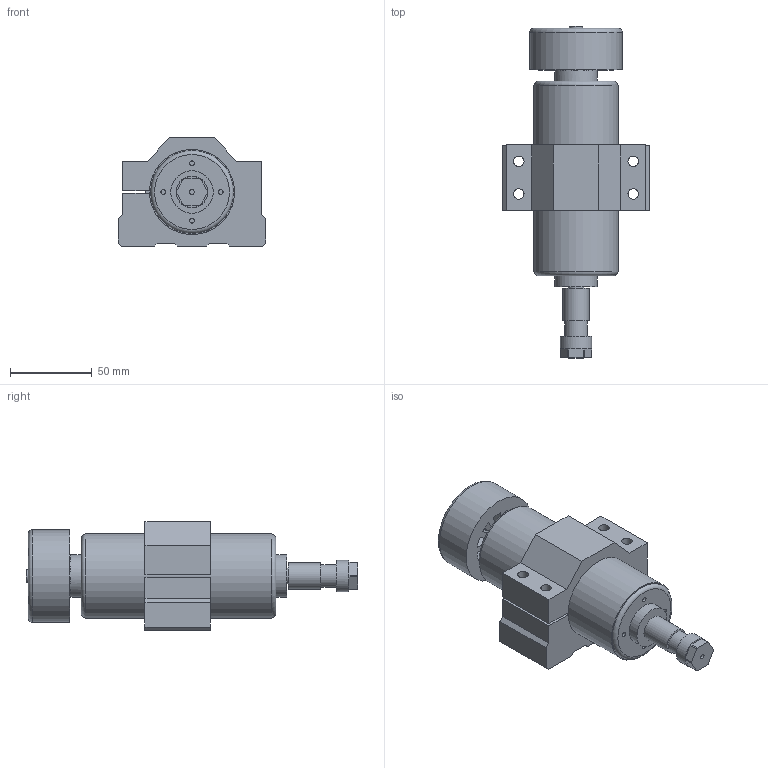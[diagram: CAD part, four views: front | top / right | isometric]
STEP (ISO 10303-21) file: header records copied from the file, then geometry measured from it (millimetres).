
FILE_DESCRIPTION(/* description */ (''),/* implementation_level */ '2;1');
FILE_NAME(/* name */ 'spindile v2-dup.step',/* time_stamp */ '2024-05-04T11:59:13+10:00',/* author */ (''),/* organization */ (''),/* preprocessor_version */ 'ST-DEVELOPER v20',/* originating_system */ 'Autodesk Translation Framework v12.20.1.177',/* authorisation */ '');
FILE_SCHEMA (('AUTOMOTIVE_DESIGN { 1 0 10303 214 3 1 1 }'));
Length unit declared in the file: millimetre
Products named in the file (3): spindile; Mount; Spindle
Assembly tree (2 placements, depth 2):
  spindile
    Mount
    Spindle
Bounding box: 90 x 203.08 x 66.5 mm (x, y, z)
Volume: 426621.8 mm3; surface area: 72047.3 mm2
Topology: 2 solids, 2 shells, 165 faces, 468 edges, 301 vertices
Faces by surface type: plane 105, cylinder 57, torus 3
Full cylindrical faces by diameter (mm): 3 x5, 6.4 x6, 8 x1, 9.5 x1, 13.8 x1, 16 x1, 19.2 x1, 26 x2, 37.7 x1, 50.6 x2, 52 x1, 56.5 x1
Entity records: 5610 total; most frequent: DIRECTION 998, CARTESIAN_POINT 939, ORIENTED_EDGE 936, EDGE_CURVE 468, AXIS2_PLACEMENT_3D 360, VERTEX_POINT 301, LINE 278, VECTOR 278
